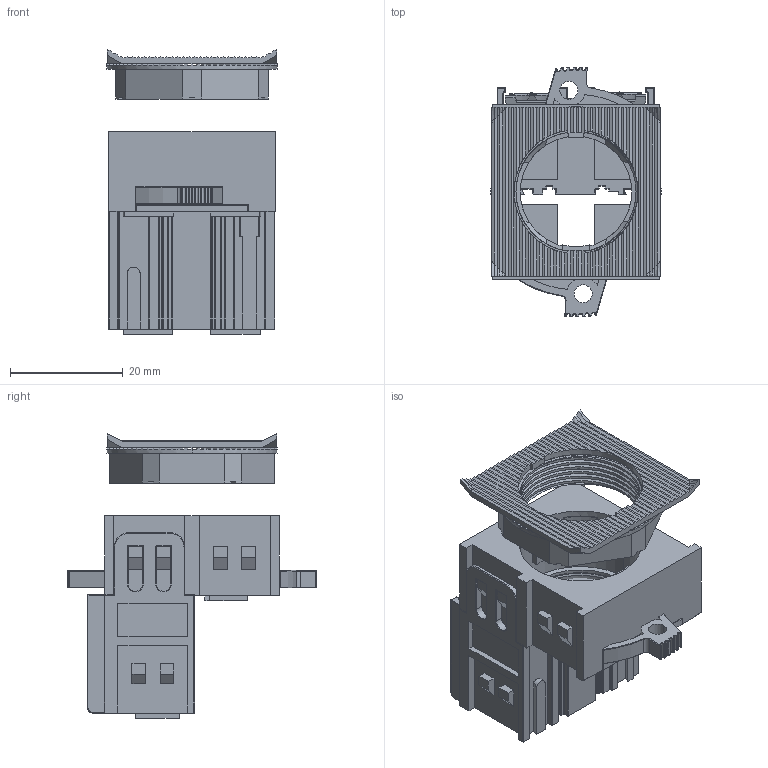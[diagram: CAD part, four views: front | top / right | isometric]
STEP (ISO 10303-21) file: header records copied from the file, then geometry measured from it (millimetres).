
FILE_DESCRIPTION((''),'2;1');
FILE_NAME('K22-81-N29_ASM','2024-12-16T08:55:28',('lk'),(''),'CREO PARAMETRIC BY PTC INC, 2021072','CREO PARAMETRIC BY PTC INC, 2021072','');
FILE_SCHEMA(('AP242_MANAGED_MODEL_BASED_3D_ENGINEERING_MIM_LF { 1 0 10303 442 1 1 4 }'));
Products named in the file (11): K22-81-N29_191210-7; K22-81-N29_191210-12; K22-81-N29_191210-24; K22-81-N29_191210-36; K22-81-N29_191210-48; K22-81-N29_191210-60; K22-81-N29_191210-72; K22-81-N29_191210-84; K22-81-N29_191210-96; K22-81-N29_1_ASM; K22-81-N29_ASM
Assembly tree (10 placements, depth 3):
  K22-81-N29_ASM
    K22-81-N29_1_ASM
      K22-81-N29_191210-7
      K22-81-N29_191210-12
      K22-81-N29_191210-24
      K22-81-N29_191210-36
      K22-81-N29_191210-48
      K22-81-N29_191210-60
      K22-81-N29_191210-72
      K22-81-N29_191210-84
      K22-81-N29_191210-96
Bounding box: 30.18 x 44.3 x 50.43 mm (x, y, z)
Volume: 18096.8 mm3; surface area: 14295.9 mm2
Topology: 8 solids, 8 shells, 1698 faces, 4724 edges, 2981 vertices
Faces by surface type: plane 774, cylinder 628, torus 153, sphere 91, bspline 40, cone 11, revolution 1
Entity records: 79529 total; most frequent: CARTESIAN_POINT 24500, ORIENTED_EDGE 9286, DIRECTION 8454, EDGE_CURVE 4643, AXIS2_PLACEMENT_3D 3066, VERTEX_POINT 2981, VECTOR 2321, LINE 2321
